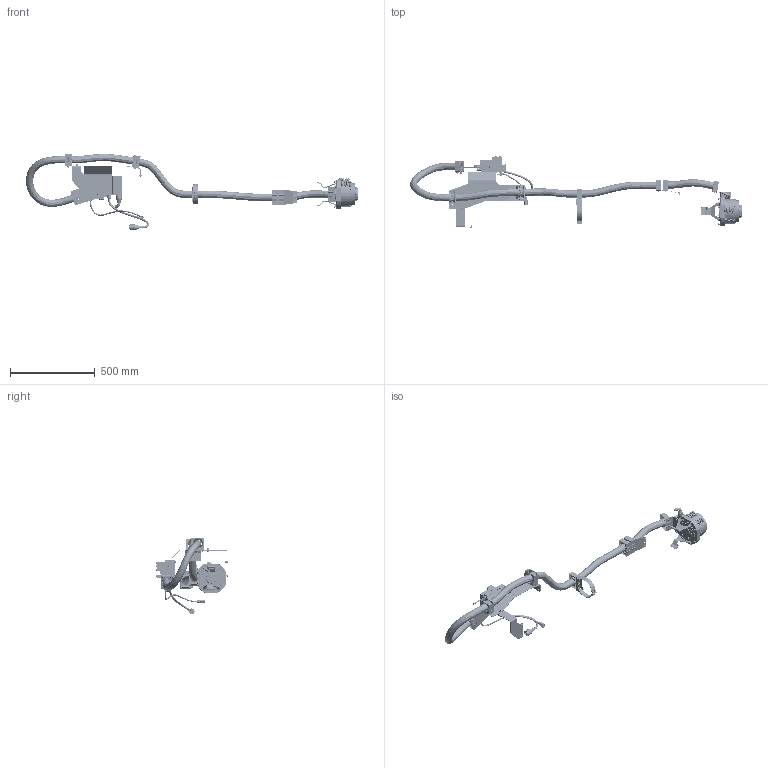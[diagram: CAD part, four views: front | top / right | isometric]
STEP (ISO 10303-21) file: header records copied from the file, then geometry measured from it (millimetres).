
FILE_DESCRIPTION (( 'STEP AP203' ), '1' );
FILE_NAME ('TS131-404.STEP', '2020-04-17T10:35:32', ( '' ), ( '' ), 'SwSTEP 2.0', 'SolidWorks 2019', '' );
FILE_SCHEMA (( 'CONFIG_CONTROL_DESIGN' ));
Products named in the file (1): TS131-404
Bounding box: 1964.5 x 428.04 x 452.06 mm (x, y, z)
Volume: 5603047.4 mm3; surface area: 1940199.5 mm2
Topology: 190 solids, 192 shells, 9529 faces, 23504 edges, 14817 vertices
Faces by surface type: plane 3596, cylinder 3342, bspline 1516, cone 591, torus 370, sphere 114
Entity records: 411578 total; most frequent: CARTESIAN_POINT 191434, ORIENTED_EDGE 46602, DIRECTION 44102, EDGE_CURVE 23301, AXIS2_PLACEMENT_3D 16325, VERTEX_POINT 14796, LINE 11452, VECTOR 11452
